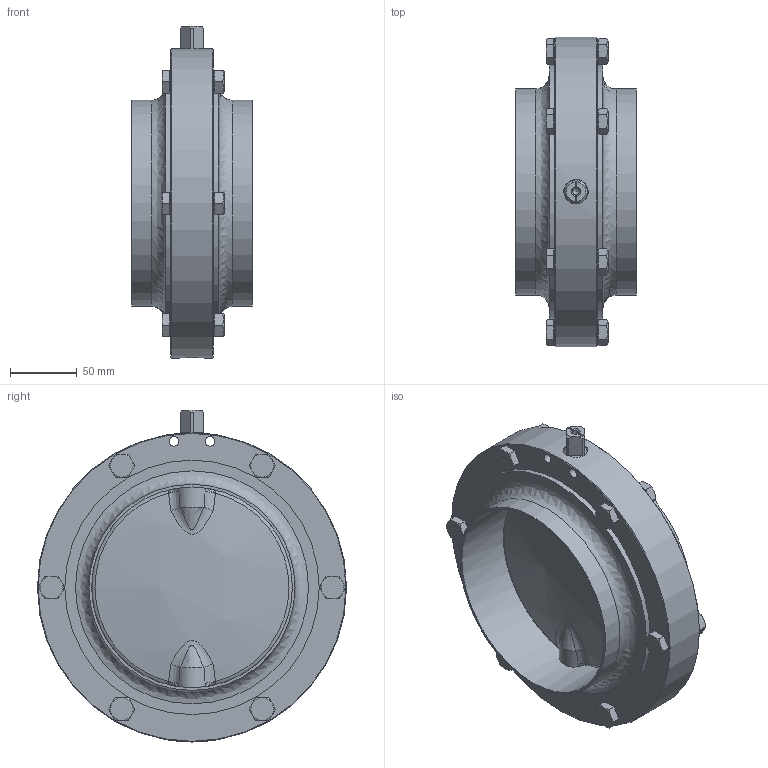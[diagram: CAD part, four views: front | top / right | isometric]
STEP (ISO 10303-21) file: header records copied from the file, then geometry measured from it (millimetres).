
FILE_DESCRIPTION((''),'2;1');
FILE_NAME('52240150XX30.stp','2010-11-23T10:39:38',('Creator'),(''),'Autodesk Inventor 2010','Autodesk Inventor 2010','');
FILE_SCHEMA(('AUTOMOTIVE_DESIGN { 1 0 10303 214 1 1 1 1 }'));
Length unit declared in the file: millimetre
Products named in the file (1): 52240150XX30
Bounding box: 90 x 231 x 248 mm (x, y, z)
Volume: 1163098.9 mm3; surface area: 205769.6 mm2
Topology: 1 solids, 7 shells, 313 faces, 744 edges, 470 vertices
Faces by surface type: plane 147, cone 80, cylinder 50, bspline 30, torus 4, sphere 2
Full cylindrical faces by diameter (mm): 4.917 x1, 7.2 x2, 9.188 x6, 10 x6, 10.5 x6, 15.4 x6, 15.9 x2, 17.5 x4, 18.2 x2, 150 x2, 154 x2, 190 x2, 231 x1
Entity records: 10407 total; most frequent: CARTESIAN_POINT 4291, ORIENTED_EDGE 1242, DIRECTION 1136, EDGE_CURVE 621, AXIS2_PLACEMENT_3D 488, EDGE_LOOP 446, VERTEX_POINT 437, FACE_OUTER_BOUND 312
